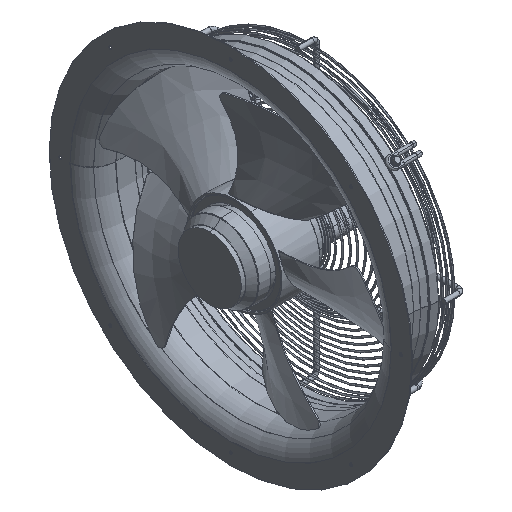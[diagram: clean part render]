
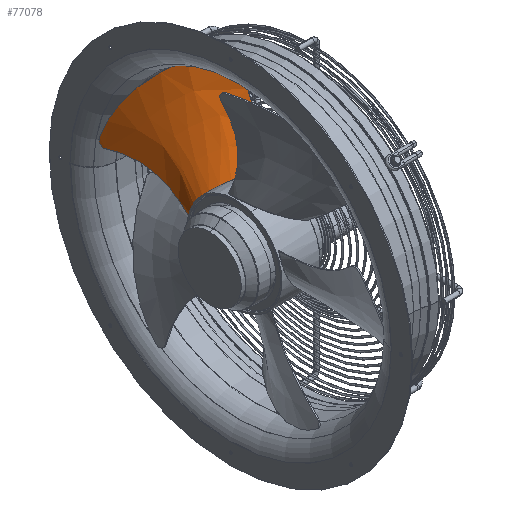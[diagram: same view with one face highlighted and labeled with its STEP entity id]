
A CAD part, isometric view. The second image highlights one B-rep face of the part: STEP entity #77078.
In plain terms, the highlighted free-form (B-spline) face has degree [3, 3] with [9, 5] control points.
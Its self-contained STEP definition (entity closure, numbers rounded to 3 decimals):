
#33795=CARTESIAN_POINT('',(-147.22,113.47,
765.288));
#33796=CARTESIAN_POINT('',(-140.251,93.606,
744.925));
#33797=CARTESIAN_POINT('',(-137.226,60.485,
701.915));
#33798=CARTESIAN_POINT('',(-156.367,41.19,
654.756));
#33799=CARTESIAN_POINT('',(-171.576,34.946,
629.967));
#33818=CARTESIAN_POINT('',(-153.161,122.573,
767.676));
#33819=CARTESIAN_POINT('',(-164.489,134.836,
761.592));
#33820=CARTESIAN_POINT('',(-180.684,154.494,
749.121));
#33821=CARTESIAN_POINT('',(-199.319,180.02,
726.691));
#33822=CARTESIAN_POINT('',(-212.309,199.093,
705.775));
#33823=CARTESIAN_POINT('',(-223.368,216.065,
682.225));
#33824=CARTESIAN_POINT('',(-233.909,232.376,
652.465));
#33825=CARTESIAN_POINT('',(-239.562,240.518,
629.254));
#33826=CARTESIAN_POINT('',(-242.289,243.796,
614.95));
#33828=CARTESIAN_POINT('',(-147.22,113.47,
765.288));
#33829=CARTESIAN_POINT('',(-147.334,113.795,
765.622));
#33830=CARTESIAN_POINT('',(-147.604,114.458,
766.222));
#33831=CARTESIAN_POINT('',(-148.096,115.479,
766.954));
#33832=CARTESIAN_POINT('',(-148.651,116.495,
767.521));
#33833=CARTESIAN_POINT('',(-149.257,117.499,
767.934));
#33834=CARTESIAN_POINT('',(-149.908,118.487,
768.197));
#33835=CARTESIAN_POINT('',(-150.609,119.476,
768.321));
#33836=CARTESIAN_POINT('',(-151.377,120.487,
768.303));
#33837=CARTESIAN_POINT('',(-152.219,121.516,
768.111));
#33838=CARTESIAN_POINT('',(-152.832,122.214,
767.851));
#33839=CARTESIAN_POINT('',(-153.161,122.573,
767.676));
#33889=CARTESIAN_POINT('',(-241.916,232.301,
602.722));
#33890=CARTESIAN_POINT('',(-242.008,232.765,
602.643));
#33891=CARTESIAN_POINT('',(-242.189,233.727,
602.55));
#33892=CARTESIAN_POINT('',(-242.451,235.247,
602.625));
#33893=CARTESIAN_POINT('',(-242.68,236.755,
602.939));
#33894=CARTESIAN_POINT('',(-242.868,238.201,
603.495));
#33895=CARTESIAN_POINT('',(-243.011,239.546,
604.262));
#33896=CARTESIAN_POINT('',(-243.105,240.77,
605.22));
#33897=CARTESIAN_POINT('',(-243.145,241.817,
606.341));
#33898=CARTESIAN_POINT('',(-243.131,242.689,
607.621));
#33899=CARTESIAN_POINT('',(-243.061,243.378,
609.037));
#33900=CARTESIAN_POINT('',(-242.935,243.845,
610.546));
#33901=CARTESIAN_POINT('',(-242.757,244.06,
612.081));
#33902=CARTESIAN_POINT('',(-242.538,244.047,
613.576));
#33903=CARTESIAN_POINT('',(-242.373,243.899,
614.51));
#33904=CARTESIAN_POINT('',(-242.289,243.796,
614.95));
#33916=CARTESIAN_POINT('',(-233.159,89.936,
561.365));
#33917=CARTESIAN_POINT('',(-230.559,112.256,
581.477));
#33918=CARTESIAN_POINT('',(-229.88,156.865,
605.833));
#33919=CARTESIAN_POINT('',(-237.034,207.8,
606.994));
#33920=CARTESIAN_POINT('',(-241.916,232.301,
602.722));
#33961=CARTESIAN_POINT('',(-171.576,34.946,
629.967));
#33962=CARTESIAN_POINT('',(-179.959,38.381,
628.967));
#33963=CARTESIAN_POINT('',(-192.8,45.484,
625.884));
#33964=CARTESIAN_POINT('',(-208.25,56.616,
618.355));
#33965=CARTESIAN_POINT('',(-218.53,65.307,
610.824));
#33966=CARTESIAN_POINT('',(-226.8,73.648,
601.396));
#33967=CARTESIAN_POINT('',(-234.288,83.393,
586.349));
#33968=CARTESIAN_POINT('',(-235.26,88.398,
572.119));
#33969=CARTESIAN_POINT('',(-233.159,89.936,
561.365));
#35363=CARTESIAN_POINT('',(-242.289,243.796,
614.95));
#35364=VERTEX_POINT('',#35363);
#35365=VERTEX_POINT('',#33818);
#35366=CARTESIAN_POINT('',(-241.916,232.301,
602.722));
#35368=VERTEX_POINT('',#35366);
#35370=VERTEX_POINT('',#33828);
#35373=VERTEX_POINT('',#33916);
#35374=VERTEX_POINT('',#33961);
#77019=CARTESIAN_POINT('',(-245.613,248.566,
597.175));
#77020=CARTESIAN_POINT('',(-238.808,218.141,
605.139));
#77021=CARTESIAN_POINT('',(-229.913,161.005,
606.803));
#77022=CARTESIAN_POINT('',(-230.497,111.568,
579.78));
#77023=CARTESIAN_POINT('',(-233.063,88.851,
559.098));
#77024=CARTESIAN_POINT('',(-242.464,245.771,
617.936));
#77025=CARTESIAN_POINT('',(-235.939,215.259,
623.285));
#77026=CARTESIAN_POINT('',(-228.241,158.282,
620.736));
#77027=CARTESIAN_POINT('',(-231.335,109.593,
591.572));
#77028=CARTESIAN_POINT('',(-235.529,87.42,
570.299));
#77029=CARTESIAN_POINT('',(-236.014,236.7,
647.424));
#77030=CARTESIAN_POINT('',(-229.465,206.394,
648.761));
#77031=CARTESIAN_POINT('',(-222.675,150.322,
639.707));
#77032=CARTESIAN_POINT('',(-228.604,103.456,
607.099));
#77033=CARTESIAN_POINT('',(-234.752,82.413,
584.879));
#77034=CARTESIAN_POINT('',(-223.735,217.615,
682.44));
#77035=CARTESIAN_POINT('',(-216.704,188.214,
678.461));
#77036=CARTESIAN_POINT('',(-210.218,134.608,
660.787));
#77037=CARTESIAN_POINT('',(-219.009,91.496,
623.595));
#77038=CARTESIAN_POINT('',(-227.245,72.615,
600.12));
#77039=CARTESIAN_POINT('',(-212.701,200.59,
706.195));
#77040=CARTESIAN_POINT('',(-205.191,172.165,
698.318));
#77041=CARTESIAN_POINT('',(-198.696,121.007,
674.346));
#77042=CARTESIAN_POINT('',(-209.39,81.322,
633.86));
#77043=CARTESIAN_POINT('',(-219.053,64.38,
609.499));
#77044=CARTESIAN_POINT('',(-199.738,181.451,
727.309));
#77045=CARTESIAN_POINT('',(-191.734,154.293,
715.66));
#77046=CARTESIAN_POINT('',(-185.203,106.169,
685.641));
#77047=CARTESIAN_POINT('',(-197.775,70.509,
642.115));
#77048=CARTESIAN_POINT('',(-208.849,55.811,
616.988));
#77049=CARTESIAN_POINT('',(-179.66,153.802,
751.759));
#77050=CARTESIAN_POINT('',(-171.111,128.722,
735.291));
#77051=CARTESIAN_POINT('',(-164.775,85.432,
697.642));
#77052=CARTESIAN_POINT('',(-180.115,55.943,
650.532));
#77053=CARTESIAN_POINT('',(-193.205,44.645,
624.621));
#77054=CARTESIAN_POINT('',(-161.444,131.829,
765.266));
#77055=CARTESIAN_POINT('',(-152.778,108.725,
745.543));
#77056=CARTESIAN_POINT('',(-147.18,69.898,
702.902));
#77057=CARTESIAN_POINT('',(-165.196,45.879,
653.844));
#77058=CARTESIAN_POINT('',(-180.088,37.549,
627.703));
#77059=CARTESIAN_POINT('',(-147.765,117.507,
771.75));
#77060=CARTESIAN_POINT('',(-139.296,95.897,
750.095));
#77061=CARTESIAN_POINT('',(-134.744,60.398,
704.6));
#77062=CARTESIAN_POINT('',(-155.103,40.376,
654.73));
#77063=CARTESIAN_POINT('',(-171.461,34.201,
628.66));
#77064=B_SPLINE_SURFACE_WITH_KNOTS('',3,3,((#77019,#77020,#77021,#77022,#77023),
(#77024,#77025,#77026,#77027,#77028),(#77029,#77030,#77031,#77032,#77033),(
#77034,#77035,#77036,#77037,#77038),(#77039,#77040,#77041,#77042,#77043),
(#77044,#77045,#77046,#77047,#77048),(#77049,#77050,#77051,#77052,#77053),(
#77054,#77055,#77056,#77057,#77058),(#77059,#77060,#77061,#77062,#77063)),
.UNSPECIFIED.,.F.,.F.,.F.,(4,1,1,1,1,1,4),(4,1,4),(-0.009,
0.247,0.374,0.5,0.627,
0.753,1.01),(-0.009,0.5,
1.009),.UNSPECIFIED.);
#77066=ORIENTED_EDGE('',*,*,#77065,.F.);
#77068=ORIENTED_EDGE('',*,*,#77067,.F.);
#77069=ORIENTED_EDGE('',*,*,#77007,.T.);
#77071=ORIENTED_EDGE('',*,*,#77070,.T.);
#77073=ORIENTED_EDGE('',*,*,#77072,.T.);
#77075=ORIENTED_EDGE('',*,*,#77074,.T.);
#77076=EDGE_LOOP('',(#77066,#77068,#77069,#77071,#77073,#77075));
#77077=FACE_OUTER_BOUND('',#77076,.F.);
#77078=ADVANCED_FACE('',(#77077),#77064,.F.);
#33800=B_SPLINE_CURVE_WITH_KNOTS('',3,(#33795,#33796,#33797,#33798,#33799),
.UNSPECIFIED.,.F.,.F.,(4,1,4),(0.,0.497,1.),.UNSPECIFIED.);
#33827=B_SPLINE_CURVE_WITH_KNOTS('',3,(#33818,#33819,#33820,#33821,#33822,
#33823,#33824,#33825,#33826),.UNSPECIFIED.,.F.,.F.,(4,1,1,1,1,1,4),(0.,
0.242,0.381,0.52,0.659,
0.799,1.),.UNSPECIFIED.);
#33840=B_SPLINE_CURVE_WITH_KNOTS('',3,(#33828,#33829,#33830,#33831,#33832,
#33833,#33834,#33835,#33836,#33837,#33838,#33839),.UNSPECIFIED.,.F.,.F.,(4,1,1,
1,1,1,1,1,1,4),(0.,0.111,0.222,0.333,
0.444,0.556,0.667,0.778,
0.889,1.),.UNSPECIFIED.);
#33905=B_SPLINE_CURVE_WITH_KNOTS('',3,(#33889,#33890,#33891,#33892,#33893,
#33894,#33895,#33896,#33897,#33898,#33899,#33900,#33901,#33902,#33903,#33904),
.UNSPECIFIED.,.F.,.F.,(4,1,1,1,1,1,1,1,1,1,1,1,1,4),(0.,0.077,
0.154,0.231,0.308,0.385,
0.462,0.538,0.615,0.692,
0.769,0.846,0.923,1.),.UNSPECIFIED.);
#33921=B_SPLINE_CURVE_WITH_KNOTS('',3,(#33916,#33917,#33918,#33919,#33920),
.UNSPECIFIED.,.F.,.F.,(4,1,4),(0.,0.544,1.),.UNSPECIFIED.);
#33970=B_SPLINE_CURVE_WITH_KNOTS('',3,(#33961,#33962,#33963,#33964,#33965,
#33966,#33967,#33968,#33969),.UNSPECIFIED.,.F.,.F.,(4,1,1,1,1,1,4),(0.,
0.247,0.373,0.5,0.626,
0.753,1.),.UNSPECIFIED.);
#77007=EDGE_CURVE('',#35370,#35374,#33800,.T.);
#77065=EDGE_CURVE('',#35365,#35364,#33827,.T.);
#77067=EDGE_CURVE('',#35370,#35365,#33840,.T.);
#77070=EDGE_CURVE('',#35374,#35373,#33970,.T.);
#77072=EDGE_CURVE('',#35373,#35368,#33921,.T.);
#77074=EDGE_CURVE('',#35368,#35364,#33905,.T.);
